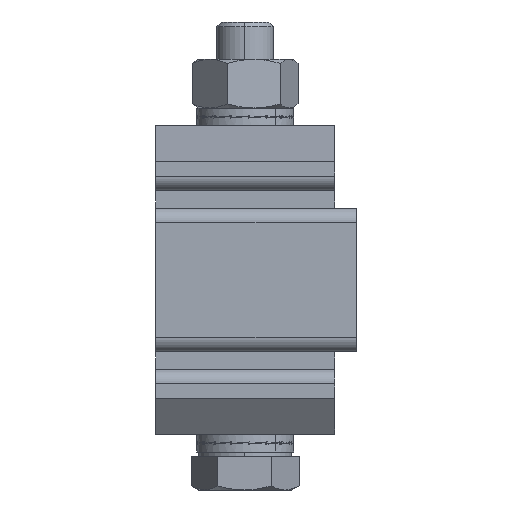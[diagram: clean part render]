
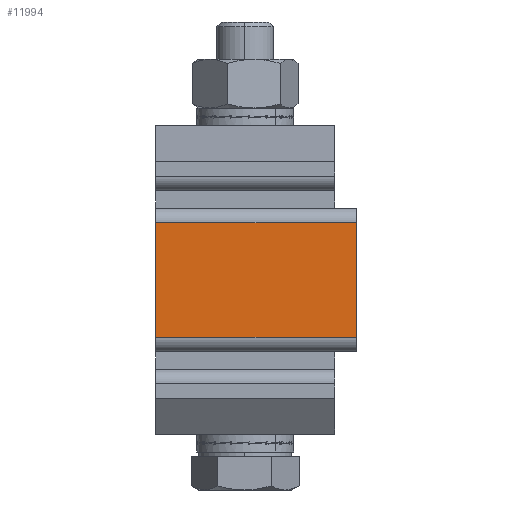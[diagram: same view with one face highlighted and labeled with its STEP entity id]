
A CAD part, left-side view. The second image highlights one B-rep face of the part: STEP entity #11994.
In plain terms, the highlighted planar face has unit normal (-1, 0, 0).
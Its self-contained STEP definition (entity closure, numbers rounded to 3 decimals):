
#78 = EDGE_CURVE ( 'NONE', #11982, #16187, #14716, .T. ) ;
#134 = ORIENTED_EDGE ( 'NONE', *, *, #8750, .T. ) ;
#552 = LINE ( 'NONE', #12546, #15358 ) ;
#1394 = DIRECTION ( 'NONE',  ( 0., 0., 1. ) ) ;
#1939 = VECTOR ( 'NONE', #7622, 1000. ) ;
#3381 = LINE ( 'NONE', #11269, #5924 ) ;
#4397 = CARTESIAN_POINT ( 'NONE',  ( -110., -15.5, 2.5 ) ) ;
#4449 = DIRECTION ( 'NONE',  ( 0., 1., 0. ) ) ;
#5247 = CARTESIAN_POINT ( 'NONE',  ( -110., 12.5, 20.5 ) ) ;
#5924 = VECTOR ( 'NONE', #8043, 1000. ) ;
#7622 = DIRECTION ( 'NONE',  ( 0., -1., 0. ) ) ;
#7771 = CARTESIAN_POINT ( 'NONE',  ( -110., -15.5, 4.5 ) ) ;
#7868 = EDGE_LOOP ( 'NONE', ( #12001, #134, #19844, #7914 ) ) ;
#7914 = ORIENTED_EDGE ( 'NONE', *, *, #11074, .T. ) ;
#8043 = DIRECTION ( 'NONE',  ( 0., 0., 1. ) ) ;
#8750 = EDGE_CURVE ( 'NONE', #16187, #18667, #552, .T. ) ;
#11074 = EDGE_CURVE ( 'NONE', #13722, #11982, #12708, .T. ) ;
#11269 = CARTESIAN_POINT ( 'NONE',  ( -110., 12.5, 2.5 ) ) ;
#11370 = DIRECTION ( 'NONE',  ( 1., 0., 0. ) ) ;
#11982 = VERTEX_POINT ( 'NONE', #16268 ) ;
#11994 = ADVANCED_FACE ( 'NONE', ( #17032 ), #14832, .F. ) ;
#12001 = ORIENTED_EDGE ( 'NONE', *, *, #78, .T. ) ;
#12546 = CARTESIAN_POINT ( 'NONE',  ( -110., 12.5, 20.5 ) ) ;
#12667 = CARTESIAN_POINT ( 'NONE',  ( -110., -15.5, 20.5 ) ) ;
#12676 = VECTOR ( 'NONE', #1394, 1000. ) ;
#12708 = LINE ( 'NONE', #7771, #1939 ) ;
#13722 = VERTEX_POINT ( 'NONE', #15956 ) ;
#14716 = LINE ( 'NONE', #4397, #12676 ) ;
#14832 = PLANE ( 'NONE',  #20174 ) ;
#15358 = VECTOR ( 'NONE', #4449, 1000. ) ;
#15956 = CARTESIAN_POINT ( 'NONE',  ( -110., 12.5, 4.5 ) ) ;
#16187 = VERTEX_POINT ( 'NONE', #12667 ) ;
#16268 = CARTESIAN_POINT ( 'NONE',  ( -110., -15.5, 4.5 ) ) ;
#16477 = DIRECTION ( 'NONE',  ( 0., 0., -1. ) ) ;
#17032 = FACE_OUTER_BOUND ( 'NONE', #7868, .T. ) ;
#18667 = VERTEX_POINT ( 'NONE', #5247 ) ;
#19019 = EDGE_CURVE ( 'NONE', #13722, #18667, #3381, .T. ) ;
#19844 = ORIENTED_EDGE ( 'NONE', *, *, #19019, .F. ) ;
#20174 = AXIS2_PLACEMENT_3D ( 'NONE', #21168, #11370, #16477 ) ;
#21168 = CARTESIAN_POINT ( 'NONE',  ( -110., 12.5, 2.5 ) ) ;
